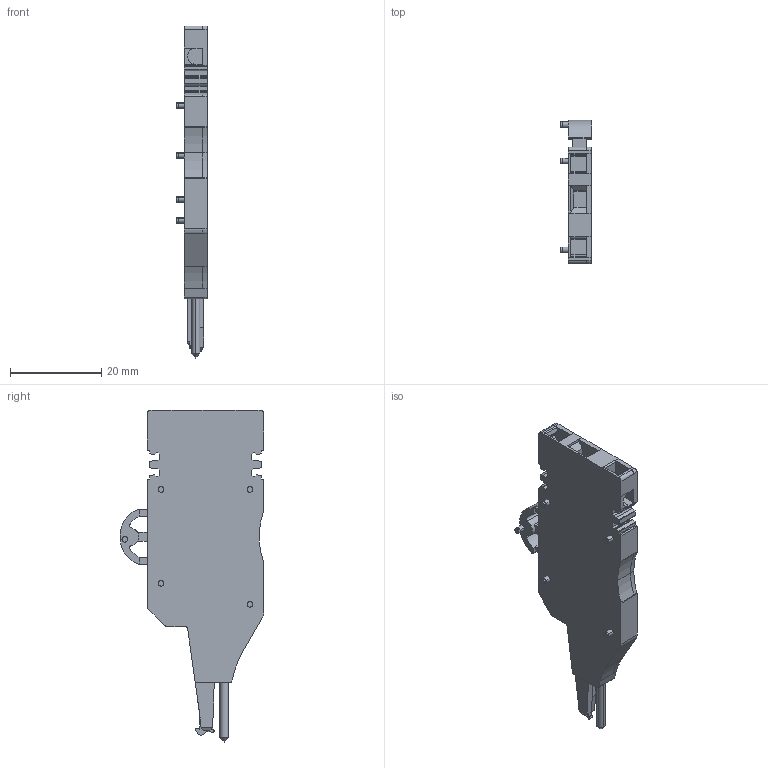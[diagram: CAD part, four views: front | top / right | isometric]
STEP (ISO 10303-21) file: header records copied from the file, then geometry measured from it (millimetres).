
FILE_DESCRIPTION(('CATIA V5R24 STEP214','CAx-IF Rec.Pracs.--- Model Styling and Organization---1.2---2011-12-15'),'2;1');
FILE_NAME ('424779_1', '2015-06-23T05:40:26+00:00', ('Weidmueller Interface'), ('Weidmueller'), 'CATIA Version 5-6 Release 2014 SP4', 'CATIA V5 STEP AP214', 'none');
FILE_SCHEMA(('AUTOMOTIVE_DESIGN { 1 0 10303 214 1 1 1 1 }'));
Length unit declared in the file: millimetre
Products named in the file (1): 1609050000
Bounding box: 6.9 x 31.45 x 72.8 mm (x, y, z)
Volume: 6545.8 mm3; surface area: 4451 mm2
Topology: 3 solids, 3 shells, 283 faces, 762 edges, 497 vertices
Faces by surface type: plane 162, cylinder 108, extrusion 10, cone 3
Entity records: 8897 total; most frequent: CARTESIAN_POINT 2125, ORIENTED_EDGE 1518, DIRECTION 1142, EDGE_CURVE 759, VECTOR 548, LINE 538, VERTEX_POINT 497, AXIS2_PLACEMENT_3D 375
